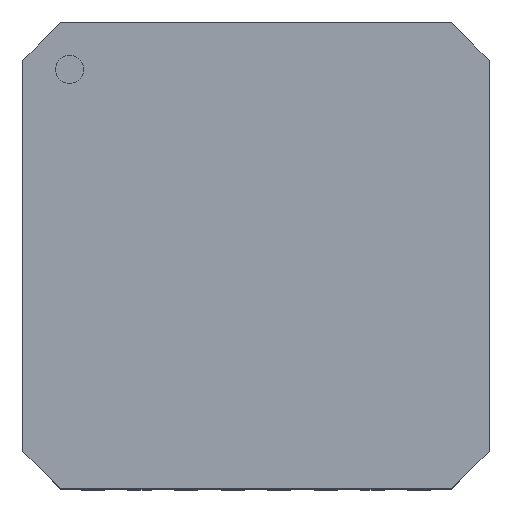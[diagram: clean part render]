
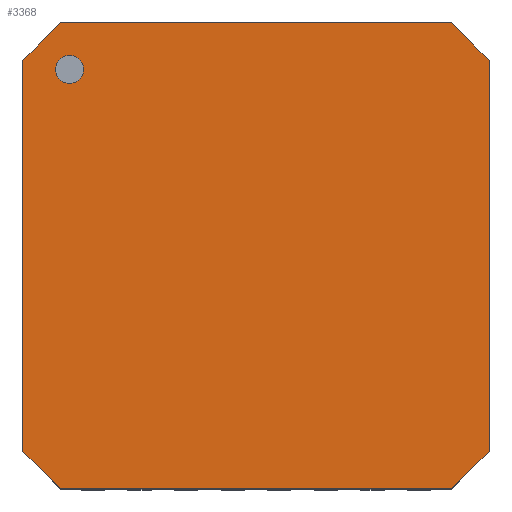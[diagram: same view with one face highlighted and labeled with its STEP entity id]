
A CAD part, top view. The second image highlights one B-rep face of the part: STEP entity #3368.
In plain terms, the highlighted planar face has unit normal (0, 0, 1).
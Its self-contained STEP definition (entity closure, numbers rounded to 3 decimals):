
#14=FACE_BOUND('',#317,.T.);
#17=CIRCLE('',#3614,0.15);
#105=FACE_OUTER_BOUND('',#316,.T.);
#316=EDGE_LOOP('',(#2229,#2230,#2231,#2232,#2233,#2234,#2235,#2236));
#317=EDGE_LOOP('',(#2237));
#560=LINE('',#4811,#980);
#564=LINE('',#4818,#984);
#572=LINE('',#4834,#992);
#574=LINE('',#4838,#994);
#576=LINE('',#4842,#996);
#578=LINE('',#4846,#998);
#579=LINE('',#4849,#999);
#581=LINE('',#4852,#1001);
#980=VECTOR('',#3950,10.);
#984=VECTOR('',#3956,1000.);
#992=VECTOR('',#3968,10.);
#994=VECTOR('',#3972,1000.);
#996=VECTOR('',#3976,10.);
#998=VECTOR('',#3980,1000.);
#999=VECTOR('',#3983,10.);
#1001=VECTOR('',#3987,1000.);
#1373=VERTEX_POINT('',#4808);
#1374=VERTEX_POINT('',#4810);
#1376=VERTEX_POINT('',#4816);
#1382=VERTEX_POINT('',#4832);
#1383=VERTEX_POINT('',#4836);
#1384=VERTEX_POINT('',#4840);
#1385=VERTEX_POINT('',#4844);
#1386=VERTEX_POINT('',#4848);
#1387=VERTEX_POINT('',#4854);
#1683=EDGE_CURVE('',#1373,#1374,#560,.T.);
#1687=EDGE_CURVE('',#1373,#1376,#564,.T.);
#1695=EDGE_CURVE('',#1382,#1376,#572,.T.);
#1697=EDGE_CURVE('',#1382,#1383,#574,.T.);
#1699=EDGE_CURVE('',#1384,#1383,#576,.T.);
#1701=EDGE_CURVE('',#1384,#1385,#578,.T.);
#1702=EDGE_CURVE('',#1386,#1385,#579,.T.);
#1704=EDGE_CURVE('',#1386,#1374,#581,.T.);
#1705=EDGE_CURVE('',#1387,#1387,#17,.T.);
#2229=ORIENTED_EDGE('',*,*,#1683,.F.);
#2230=ORIENTED_EDGE('',*,*,#1687,.T.);
#2231=ORIENTED_EDGE('',*,*,#1695,.F.);
#2232=ORIENTED_EDGE('',*,*,#1697,.T.);
#2233=ORIENTED_EDGE('',*,*,#1699,.F.);
#2234=ORIENTED_EDGE('',*,*,#1701,.T.);
#2235=ORIENTED_EDGE('',*,*,#1702,.F.);
#2236=ORIENTED_EDGE('',*,*,#1704,.T.);
#2237=ORIENTED_EDGE('',*,*,#1705,.F.);
#2914=PLANE('',#3615);
#3368=ADVANCED_FACE('',(#105,#14),#2914,.F.);
#3614=AXIS2_PLACEMENT_3D('',#4855,#3990,#3991);
#3615=AXIS2_PLACEMENT_3D('',#4856,#3992,#3993);
#3950=DIRECTION('',(0.707,0.707,0.));
#3956=DIRECTION('',(0.,-1.,0.));
#3968=DIRECTION('',(-0.707,0.707,0.));
#3972=DIRECTION('',(1.,0.,0.));
#3976=DIRECTION('',(-0.707,-0.707,0.));
#3980=DIRECTION('',(0.,1.,0.));
#3983=DIRECTION('',(0.707,-0.707,0.));
#3987=DIRECTION('',(-1.,0.,0.));
#3990=DIRECTION('center_axis',(0.,0.,1.));
#3991=DIRECTION('ref_axis',(0.,-1.,0.));
#3992=DIRECTION('center_axis',(0.,0.,-1.));
#3993=DIRECTION('ref_axis',(0.,1.,0.));
#4808=CARTESIAN_POINT('',(-2.5,2.13,0.8));
#4810=CARTESIAN_POINT('',(-2.1,2.53,0.8));
#4811=CARTESIAN_POINT('',(-1.05,3.58,0.8));
#4816=CARTESIAN_POINT('',(-2.5,-2.07,0.8));
#4818=CARTESIAN_POINT('',(-2.5,-2.47,0.8));
#4832=CARTESIAN_POINT('',(-2.1,-2.47,0.8));
#4834=CARTESIAN_POINT('',(-2.3,-2.27,0.8));
#4836=CARTESIAN_POINT('',(2.1,-2.47,0.8));
#4838=CARTESIAN_POINT('',(-2.5,-2.47,0.8));
#4840=CARTESIAN_POINT('',(2.5,-2.07,0.8));
#4842=CARTESIAN_POINT('',(3.55,-1.02,0.8));
#4844=CARTESIAN_POINT('',(2.5,2.13,0.8));
#4846=CARTESIAN_POINT('',(2.5,-2.47,0.8));
#4848=CARTESIAN_POINT('',(2.1,2.53,0.8));
#4849=CARTESIAN_POINT('',(2.3,2.33,0.8));
#4852=CARTESIAN_POINT('',(-2.5,2.53,0.8));
#4854=CARTESIAN_POINT('',(-2.,1.88,0.8));
#4855=CARTESIAN_POINT('Origin',(-2.,2.03,0.8));
#4856=CARTESIAN_POINT('Origin',(2.5,2.53,0.8));
